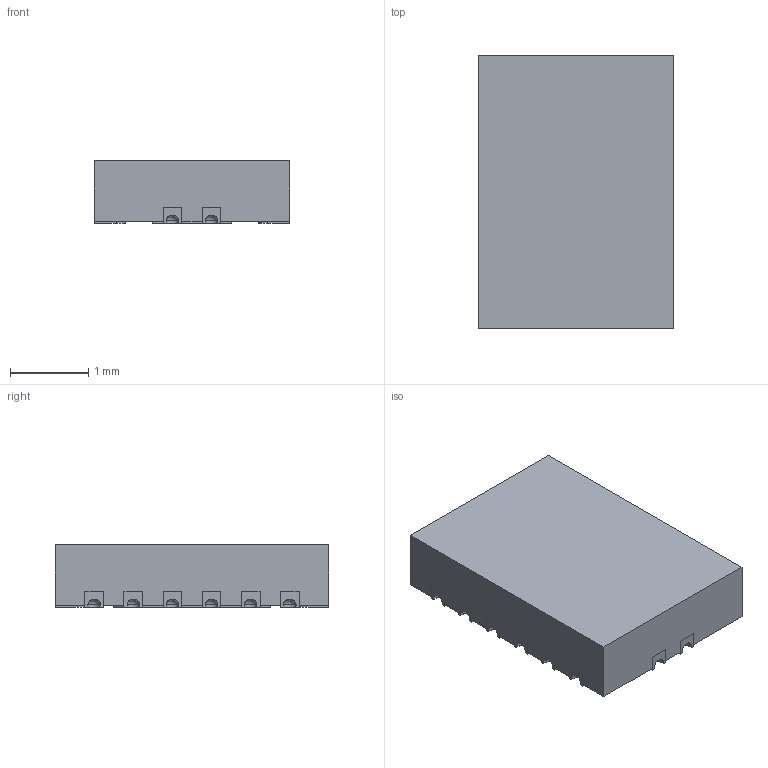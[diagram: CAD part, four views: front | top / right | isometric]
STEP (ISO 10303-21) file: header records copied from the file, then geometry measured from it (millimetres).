
FILE_DESCRIPTION((''),'2;1');
FILE_NAME('BQB0016B_ASM','2020-08-06T14:34:44',('a0412086'),(''),'CREO PARAMETRIC BY PTC INC, 2019292','CREO PARAMETRIC BY PTC INC, 2019292','');
FILE_SCHEMA(('AUTOMOTIVE_DESIGN { 1 0 10303 214 1 1 1 1 }'));
Length unit declared in the file: millimetre
Products named in the file (3): FRAME; BODY; BQB0016B_ASM
Assembly tree (2 placements, depth 2):
  BQB0016B_ASM
    FRAME
    BODY
Bounding box: 2.5 x 3.5 x 0.8 mm (x, y, z)
Volume: 6.8 mm3; surface area: 41.7 mm2
Topology: 18 solids, 18 shells, 355 faces, 922 edges, 604 vertices
Faces by surface type: plane 227, cylinder 112, bspline 16
Entity records: 14351 total; most frequent: CARTESIAN_POINT 2325, DIRECTION 1850, ORIENTED_EDGE 1844, PRESENTATION_STYLE_ASSIGNMENT 957, STYLED_ITEM 941, CURVE_STYLE 922, EDGE_CURVE 922, VECTOR 682
